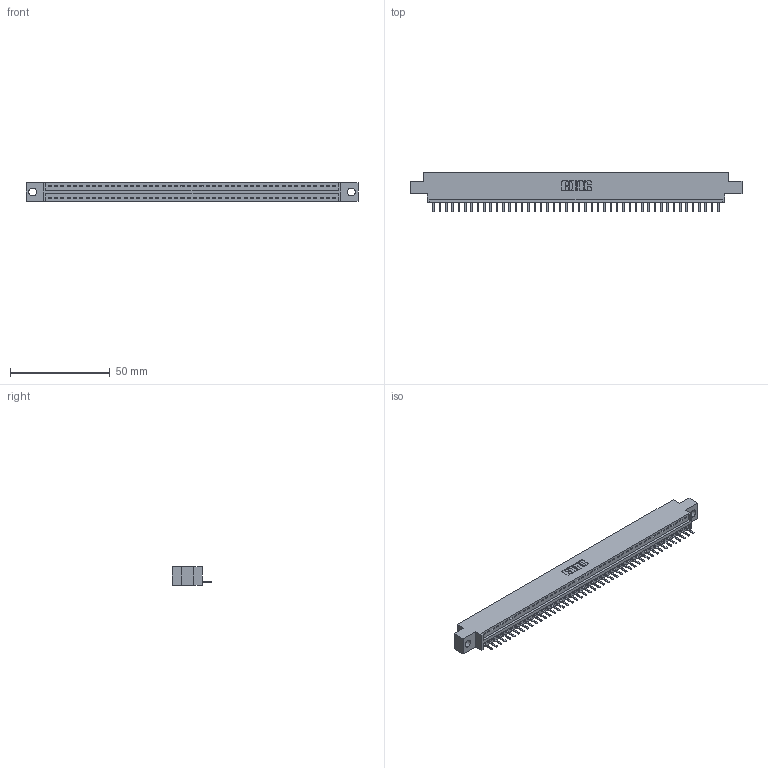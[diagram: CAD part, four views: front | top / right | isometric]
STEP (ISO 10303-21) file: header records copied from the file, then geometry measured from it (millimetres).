
FILE_DESCRIPTION (( 'STEP AP203' ), '1' );
FILE_NAME ('346-046-520-604.STEP', '2022-05-09T19:38:11', ( '' ), ( '' ), 'SwSTEP 2.0', 'SolidWorks 2020', '' );
FILE_SCHEMA (( 'CONFIG_CONTROL_DESIGN' ));
Length unit declared in the file: inch
Products named in the file (3): 346 Part_0.170 Offset - 0.156 Dia-TH; 345-292-001_345-293-120; 346-046-520-604
Assembly tree (47 placements, depth 2):
  346-046-520-604
    346 Part_0.170 Offset - 0.156 Dia-TH
    345-292-001_345-293-120  x46
Bounding box: 166.62 x 20.02 x 9.4 mm (x, y, z)
Volume: 15584.3 mm3; surface area: 19077.4 mm2
Topology: 47 solids, 47 shells, 2992 faces, 8841 edges, 5770 vertices
Faces by surface type: plane 2026, cylinder 966
Entity records: 28675 total; most frequent: CARTESIAN_POINT 4936, ORIENTED_EDGE 4902, DIRECTION 4335, EDGE_CURVE 2451, VECTOR 2131, LINE 2131, VERTEX_POINT 1630, AXIS2_PLACEMENT_3D 1102
